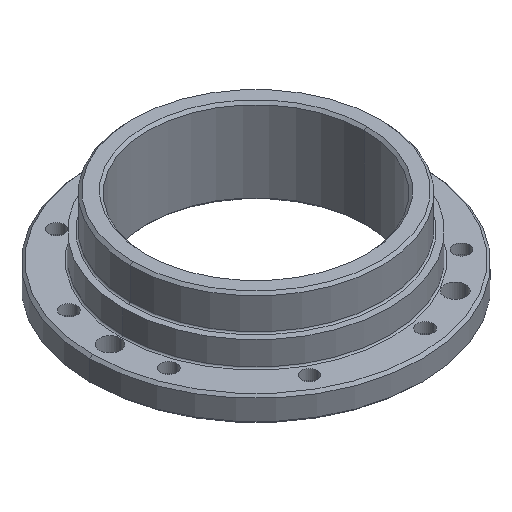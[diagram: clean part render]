
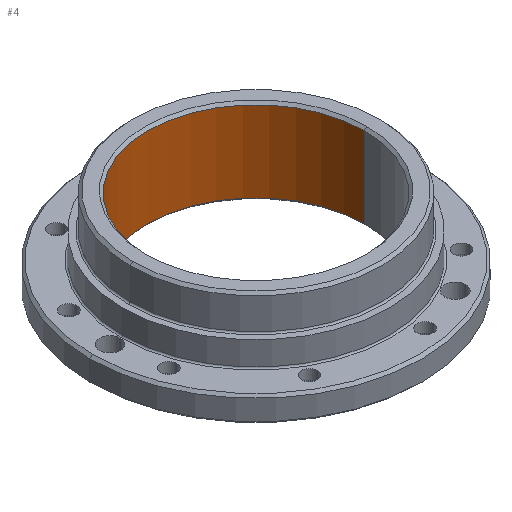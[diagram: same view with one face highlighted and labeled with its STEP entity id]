
A CAD part, isometric view. The second image highlights one B-rep face of the part: STEP entity #4.
In plain terms, the highlighted cylindrical face has radius 21.5 mm (diameter 43 mm), a partial arc.
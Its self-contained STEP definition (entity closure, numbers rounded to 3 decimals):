
#4 = ADVANCED_FACE ( 'NONE', ( #320 ), #1281, .F. ) ;
#69 = VECTOR ( 'NONE', #1708, 1000. ) ;
#122 = DIRECTION ( 'NONE',  ( 1., 0., 0. ) ) ;
#153 = CIRCLE ( 'NONE', #353, 21.5 ) ;
#218 = VERTEX_POINT ( 'NONE', #1145 ) ;
#265 = CARTESIAN_POINT ( 'NONE',  ( 0., 0., 17. ) ) ;
#291 = DIRECTION ( 'NONE',  ( 1., 0., 0. ) ) ;
#320 = FACE_OUTER_BOUND ( 'NONE', #1421, .T. ) ;
#353 = AXIS2_PLACEMENT_3D ( 'NONE', #1085, #666, #122 ) ;
#391 = CIRCLE ( 'NONE', #1336, 21.5 ) ;
#506 = CARTESIAN_POINT ( 'NONE',  ( 0., 0., 16.5 ) ) ;
#563 = EDGE_CURVE ( 'NONE', #614, #996, #391, .T. ) ;
#614 = VERTEX_POINT ( 'NONE', #759 ) ;
#619 = ORIENTED_EDGE ( 'NONE', *, *, #1647, .F. ) ;
#625 = EDGE_CURVE ( 'NONE', #996, #2134, #1544, .T. ) ;
#666 = DIRECTION ( 'NONE',  ( 0., 0., -1. ) ) ;
#686 = DIRECTION ( 'NONE',  ( -1., 0., 0. ) ) ;
#759 = CARTESIAN_POINT ( 'NONE',  ( 21.5, 0., 16.5 ) ) ;
#878 = LINE ( 'NONE', #1294, #2036 ) ;
#996 = VERTEX_POINT ( 'NONE', #1060 ) ;
#1059 = ORIENTED_EDGE ( 'NONE', *, *, #625, .T. ) ;
#1060 = CARTESIAN_POINT ( 'NONE',  ( -21.5, 0., 16.5 ) ) ;
#1085 = CARTESIAN_POINT ( 'NONE',  ( 0., 0., 0.5 ) ) ;
#1088 = ORIENTED_EDGE ( 'NONE', *, *, #2360, .T. ) ;
#1099 = DIRECTION ( 'NONE',  ( 0., 0., -1. ) ) ;
#1145 = CARTESIAN_POINT ( 'NONE',  ( 21.5, 0., 0.5 ) ) ;
#1173 = AXIS2_PLACEMENT_3D ( 'NONE', #265, #1099, #686 ) ;
#1281 = CYLINDRICAL_SURFACE ( 'NONE', #1173, 21.5 ) ;
#1294 = CARTESIAN_POINT ( 'NONE',  ( 21.5, 0., 17. ) ) ;
#1336 = AXIS2_PLACEMENT_3D ( 'NONE', #506, #2231, #291 ) ;
#1349 = CARTESIAN_POINT ( 'NONE',  ( -21.5, 0., 0.5 ) ) ;
#1421 = EDGE_LOOP ( 'NONE', ( #619, #1978, #1059, #1088 ) ) ;
#1544 = LINE ( 'NONE', #2471, #69 ) ;
#1647 = EDGE_CURVE ( 'NONE', #614, #218, #878, .T. ) ;
#1708 = DIRECTION ( 'NONE',  ( 0., 0., -1. ) ) ;
#1865 = DIRECTION ( 'NONE',  ( 0., 0., -1. ) ) ;
#1978 = ORIENTED_EDGE ( 'NONE', *, *, #563, .T. ) ;
#2036 = VECTOR ( 'NONE', #1865, 1000. ) ;
#2134 = VERTEX_POINT ( 'NONE', #1349 ) ;
#2231 = DIRECTION ( 'NONE',  ( 0., 0., 1. ) ) ;
#2360 = EDGE_CURVE ( 'NONE', #2134, #218, #153, .T. ) ;
#2471 = CARTESIAN_POINT ( 'NONE',  ( -21.5, 0., 17. ) ) ;
